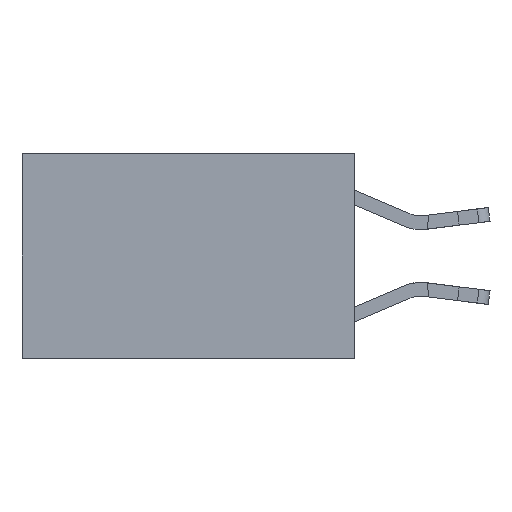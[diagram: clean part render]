
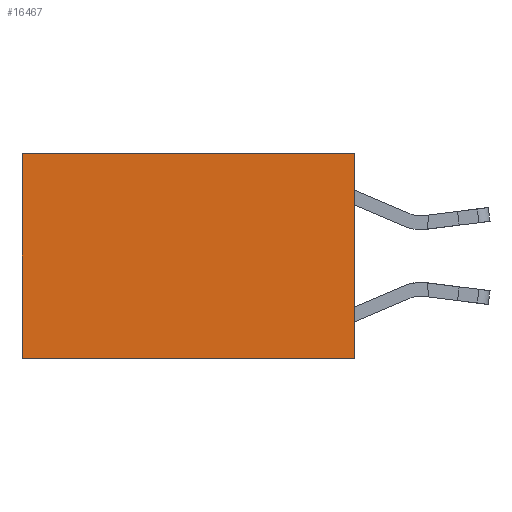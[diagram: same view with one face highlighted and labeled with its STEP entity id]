
A CAD part, left-side view. The second image highlights one B-rep face of the part: STEP entity #16467.
In plain terms, the highlighted planar face has unit normal (-1, 0, 0).
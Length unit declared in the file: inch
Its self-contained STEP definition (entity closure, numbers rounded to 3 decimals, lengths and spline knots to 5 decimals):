
#30 = ORIENTED_EDGE ( 'NONE', *, *, #6665, .F. ) ;
#1316 = ORIENTED_EDGE ( 'NONE', *, *, #10109, .F. ) ;
#2310 = VECTOR ( 'NONE', #6854, 39.37008 ) ;
#4333 = DIRECTION ( 'NONE',  ( 0., 0., -1. ) ) ;
#4353 = VERTEX_POINT ( 'NONE', #5788 ) ;
#4797 = CARTESIAN_POINT ( 'NONE',  ( 0.2625, 0., -0.37 ) ) ;
#5788 = CARTESIAN_POINT ( 'NONE',  ( 0.2625, 0., -0.37 ) ) ;
#5911 = CARTESIAN_POINT ( 'NONE',  ( 0.2625, 0., 0. ) ) ;
#6028 = LINE ( 'NONE', #5911, #9645 ) ;
#6665 = EDGE_CURVE ( 'NONE', #4353, #11208, #20628, .T. ) ;
#6854 = DIRECTION ( 'NONE',  ( 0., 1., 0. ) ) ;
#7504 = ORIENTED_EDGE ( 'NONE', *, *, #13867, .T. ) ;
#8057 = CARTESIAN_POINT ( 'NONE',  ( 0.2625, 0.6, 0. ) ) ;
#9187 = PLANE ( 'NONE',  #19667 ) ;
#9645 = VECTOR ( 'NONE', #14822, 39.37008 ) ;
#10109 = EDGE_CURVE ( 'NONE', #19143, #4353, #21782, .T. ) ;
#10928 = CARTESIAN_POINT ( 'NONE',  ( 0.2625, 0., 0. ) ) ;
#11208 = VERTEX_POINT ( 'NONE', #17859 ) ;
#11607 = CARTESIAN_POINT ( 'NONE',  ( 0.2625, 0., 0. ) ) ;
#11998 = DIRECTION ( 'NONE',  ( 0., 0., -1. ) ) ;
#12508 = VECTOR ( 'NONE', #4333, 39.37008 ) ;
#12762 = FACE_OUTER_BOUND ( 'NONE', #14552, .T. ) ;
#13867 = EDGE_CURVE ( 'NONE', #19143, #22100, #6028, .T. ) ;
#14387 = CARTESIAN_POINT ( 'NONE',  ( 0.2625, 0., 0. ) ) ;
#14552 = EDGE_LOOP ( 'NONE', ( #18411, #30, #1316, #7504 ) ) ;
#14822 = DIRECTION ( 'NONE',  ( 0., 1., 0. ) ) ;
#16009 = EDGE_CURVE ( 'NONE', #22100, #11208, #21016, .T. ) ;
#16467 = ADVANCED_FACE ( 'NONE', ( #12762 ), #9187, .F. ) ;
#17654 = CARTESIAN_POINT ( 'NONE',  ( 0.2625, 0.6, 0. ) ) ;
#17859 = CARTESIAN_POINT ( 'NONE',  ( 0.2625, 0.6, -0.37 ) ) ;
#18411 = ORIENTED_EDGE ( 'NONE', *, *, #16009, .T. ) ;
#19143 = VERTEX_POINT ( 'NONE', #14387 ) ;
#19651 = VECTOR ( 'NONE', #11998, 39.37008 ) ;
#19667 = AXIS2_PLACEMENT_3D ( 'NONE', #10928, #21552, #21329 ) ;
#20628 = LINE ( 'NONE', #4797, #2310 ) ;
#21016 = LINE ( 'NONE', #17654, #19651 ) ;
#21329 = DIRECTION ( 'NONE',  ( 0., 0., -1. ) ) ;
#21552 = DIRECTION ( 'NONE',  ( 1., 0., 0. ) ) ;
#21782 = LINE ( 'NONE', #11607, #12508 ) ;
#22100 = VERTEX_POINT ( 'NONE', #8057 ) ;
